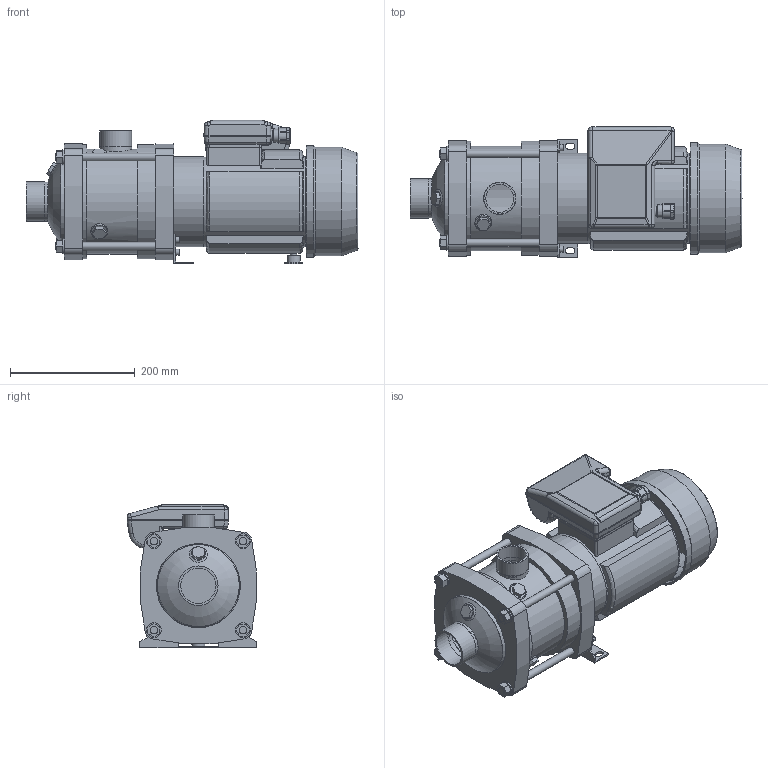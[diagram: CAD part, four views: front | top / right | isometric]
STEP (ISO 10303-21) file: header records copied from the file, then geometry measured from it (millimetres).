
FILE_DESCRIPTION(/* description */ ('-'),/* implementation_level */ '2;1');
FILE_NAME(/* name */ 'EH 15-20 [3] M',/* time_stamp */ '2016-12-14T09:27:48+01:00',/* author */ ('Simonelli M.'),/* organization */ ('Franklin Electric'),/* preprocessor_version */ 'ST-DEVELOPER v16.7',/* originating_system */ 'DEX',/* authorisation */ $);
FILE_SCHEMA (('AUTOMOTIVE_DESIGN {1 0 10303 214 3 1 1}'));
Length unit declared in the file: millimetre
Products named in the file (16): EH 15-20 [3] M; Flangia motore Quadra M90; Camicia EH 15.20-2-3; Motore MEC 90 - M; carcassa MEC 90; Copriventola MEC 90; Basetta MEC 80-90 M; Piedino MEC 90 int.100; Staffa 15-20 int.100; Flangia precarica; Calotta 15-20; TIRANTE 15-20 [2-3]; RONDELLA M12; DADO M12; Manicotto 2''; Manicotto 1''ｽ
Assembly tree (22 placements, depth 3):
  EH 15-20 [3] M
    Flangia motore Quadra M90
    Camicia EH 15.20-2-3
    Motore MEC 90 - M
      carcassa MEC 90
      Copriventola MEC 90
      Basetta MEC 80-90 M
    Piedino MEC 90 int.100
    Staffa 15-20 int.100
    Flangia precarica
    Calotta 15-20
    TIRANTE 15-20 [2-3]  x4
    RONDELLA M12  x4
    DADO M12  x4
  Manicotto 2''
  Manicotto 1''ｽ
Bounding box: 533.35 x 208.5 x 231 mm (x, y, z)
Volume: 4850659.8 mm3; surface area: 866013.5 mm2
Topology: 23 solids, 23 shells, 464 faces, 1058 edges, 679 vertices
Faces by surface type: plane 236, cylinder 169, cone 21, sphere 15, bspline 14, torus 9
Full cylindrical faces by diameter (mm): 10 x5, 12 x16, 12.5 x2, 13 x5, 17 x1, 19.73 x1, 20.4 x1, 21 x1, 24 x4, 30 x1, 44.845 x2, 48.4 x1, 48.5 x1, 50.8 x1, 51.5 x1, 56.656 x2, 60 x2, 63 x1, 63.3 x1, 131 x1, 134 x1, 135 x2, 140 x3, 145 x2, 160 x2, 165.3 x1, 168.3 x1, 168.4 x2, 169.5 x1, 174.1 x1
Entity records: 16293 total; most frequent: CARTESIAN_POINT 5092, DIRECTION 2002, ORIENTED_EDGE 1704, EDGE_CURVE 852, AXIS2_PLACEMENT_3D 782, VERTEX_POINT 586, EDGE_LOOP 572, FACE_BOUND 572
